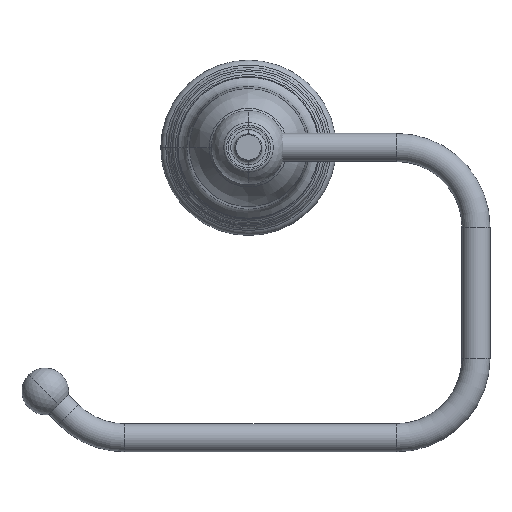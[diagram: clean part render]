
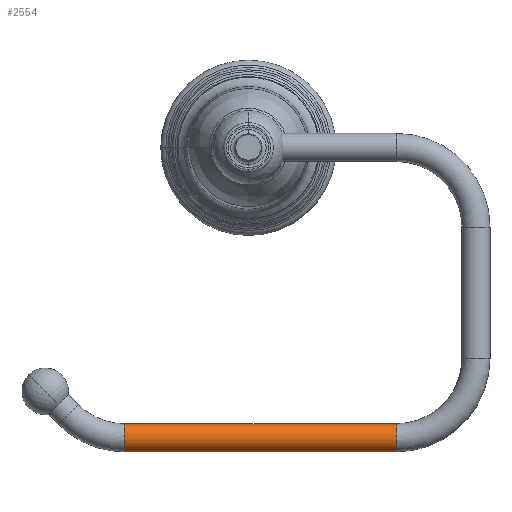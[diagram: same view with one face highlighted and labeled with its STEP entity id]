
A CAD part, top view. The second image highlights one B-rep face of the part: STEP entity #2554.
In plain terms, the highlighted cylindrical face has radius 4.763 mm (diameter 9.525 mm), a partial arc.
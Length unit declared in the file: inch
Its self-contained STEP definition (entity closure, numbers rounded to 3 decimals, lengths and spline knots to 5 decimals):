
#2248=DIRECTION('',(-1.,0.,0.));
#2249=VECTOR('',#2248,3.625);
#2250=CARTESIAN_POINT('',(1.973,-3.6875,2.75649));
#2251=LINE('',#2250,#2249);
#2252=CARTESIAN_POINT('',(1.973,-3.875,2.75649));
#2253=DIRECTION('',(-1.,0.,0.));
#2254=DIRECTION('',(0.,-1.,0.));
#2255=AXIS2_PLACEMENT_3D('',#2252,#2253,#2254);
#2257=DIRECTION('',(-1.,0.,0.));
#2258=VECTOR('',#2257,3.625);
#2259=CARTESIAN_POINT('',(1.973,-4.0625,2.75649));
#2260=LINE('',#2259,#2258);
#2261=CARTESIAN_POINT('',(-1.652,-3.875,2.75649));
#2262=DIRECTION('',(-1.,0.,0.));
#2263=DIRECTION('',(0.,-1.,0.));
#2264=AXIS2_PLACEMENT_3D('',#2261,#2262,#2263);
#2351=CARTESIAN_POINT('',(1.973,-3.6875,2.75649));
#2352=CARTESIAN_POINT('',(1.973,-4.0625,2.75649));
#2353=VERTEX_POINT('',#2351);
#2354=VERTEX_POINT('',#2352);
#2355=CARTESIAN_POINT('',(-1.652,-3.6875,2.75649));
#2356=CARTESIAN_POINT('',(-1.652,-4.0625,2.75649));
#2357=VERTEX_POINT('',#2355);
#2358=VERTEX_POINT('',#2356);
#2542=CARTESIAN_POINT('',(1.973,-3.875,2.75649));
#2543=DIRECTION('',(-1.,0.,0.));
#2544=DIRECTION('',(0.,1.,0.));
#2545=AXIS2_PLACEMENT_3D('',#2542,#2543,#2544);
#2546=CYLINDRICAL_SURFACE('',#2545,0.1875);
#2547=ORIENTED_EDGE('',*,*,#2507,.F.);
#2548=ORIENTED_EDGE('',*,*,#2537,.T.);
#2550=ORIENTED_EDGE('',*,*,#2549,.T.);
#2551=ORIENTED_EDGE('',*,*,#2533,.F.);
#2552=EDGE_LOOP('',(#2547,#2548,#2550,#2551));
#2553=FACE_OUTER_BOUND('',#2552,.F.);
#2554=ADVANCED_FACE('',(#2553),#2546,.T.);
#2256=CIRCLE('',#2255,0.1875);
#2265=CIRCLE('',#2264,0.1875);
#2507=EDGE_CURVE('',#2354,#2353,#2256,.T.);
#2533=EDGE_CURVE('',#2353,#2357,#2251,.T.);
#2537=EDGE_CURVE('',#2354,#2358,#2260,.T.);
#2549=EDGE_CURVE('',#2358,#2357,#2265,.T.);
